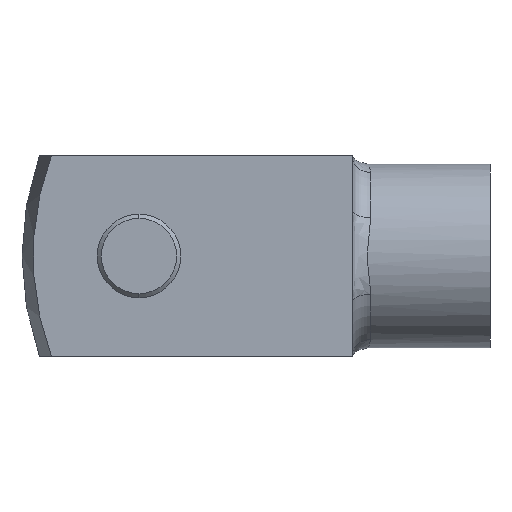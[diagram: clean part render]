
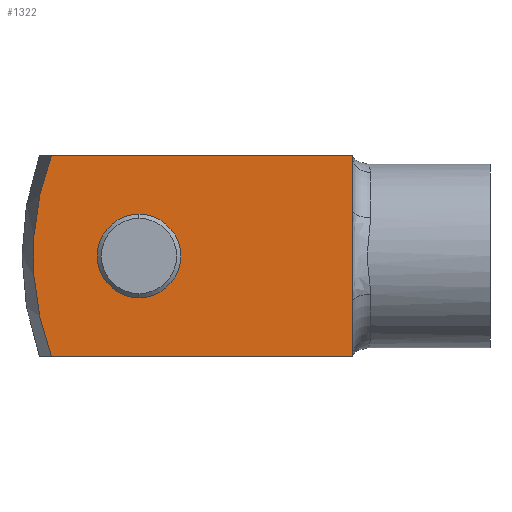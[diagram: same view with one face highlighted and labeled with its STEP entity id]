
A CAD part, left-side view. The second image highlights one B-rep face of the part: STEP entity #1322.
In plain terms, the highlighted planar face has unit normal (-1, 0, 0).
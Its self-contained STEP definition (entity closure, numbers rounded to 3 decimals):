
#40 = EDGE_LOOP ( 'NONE', ( #1607, #1646 ) ) ;
#61 = VECTOR ( 'NONE', #556, 1000. ) ;
#149 = LINE ( 'NONE', #729, #1828 ) ;
#207 = AXIS2_PLACEMENT_3D ( 'NONE', #1330, #1326, #1321 ) ;
#215 = CARTESIAN_POINT ( 'NONE',  ( -6., 7., 2.5 ) ) ;
#243 = AXIS2_PLACEMENT_3D ( 'NONE', #1668, #1669, #1660 ) ;
#263 = AXIS2_PLACEMENT_3D ( 'NONE', #598, #610, #612 ) ;
#284 = ORIENTED_EDGE ( 'NONE', *, *, #1517, .T. ) ;
#324 = LINE ( 'NONE', #961, #1411 ) ;
#358 = VERTEX_POINT ( 'NONE', #1205 ) ;
#364 = FACE_BOUND ( 'NONE', #40, .T. ) ;
#397 = VERTEX_POINT ( 'NONE', #1225 ) ;
#438 = AXIS2_PLACEMENT_3D ( 'NONE', #1260, #1264, #1267 ) ;
#470 = ORIENTED_EDGE ( 'NONE', *, *, #1407, .F. ) ;
#511 = CIRCLE ( 'NONE', #243, 17.017 ) ;
#534 = EDGE_CURVE ( 'NONE', #397, #1714, #324, .T. ) ;
#553 = CARTESIAN_POINT ( 'NONE',  ( -6., -5.75, 6. ) ) ;
#556 = DIRECTION ( 'NONE',  ( 0., 0., -1. ) ) ;
#589 = PLANE ( 'NONE',  #263 ) ;
#598 = CARTESIAN_POINT ( 'NONE',  ( -6., -14., 6. ) ) ;
#610 = DIRECTION ( 'NONE',  ( 1., 0., 0. ) ) ;
#612 = DIRECTION ( 'NONE',  ( 0., 0., -1. ) ) ;
#615 = EDGE_LOOP ( 'NONE', ( #1142, #284, #1773, #1633, #845, #470 ) ) ;
#704 = CARTESIAN_POINT ( 'NONE',  ( -6., -5.75, 6. ) ) ;
#710 = DIRECTION ( 'NONE',  ( 0., 0., -1. ) ) ;
#719 = CARTESIAN_POINT ( 'NONE',  ( -6., -5.75, 6. ) ) ;
#729 = CARTESIAN_POINT ( 'NONE',  ( -6., -14., 6. ) ) ;
#733 = CARTESIAN_POINT ( 'NONE',  ( -6., 7., -2.5 ) ) ;
#734 = VECTOR ( 'NONE', #1176, 1000. ) ;
#737 = DIRECTION ( 'NONE',  ( 0., -1., 0. ) ) ;
#760 = LINE ( 'NONE', #704, #989 ) ;
#817 = CARTESIAN_POINT ( 'NONE',  ( -6., 12.234, 6. ) ) ;
#845 = ORIENTED_EDGE ( 'NONE', *, *, #1289, .F. ) ;
#848 = EDGE_CURVE ( 'NONE', #1434, #954, #1811, .T. ) ;
#954 = VERTEX_POINT ( 'NONE', #215 ) ;
#961 = CARTESIAN_POINT ( 'NONE',  ( -6., -14., -6. ) ) ;
#978 = CIRCLE ( 'NONE', #438, 2.5 ) ;
#989 = VECTOR ( 'NONE', #710, 1000. ) ;
#1142 = ORIENTED_EDGE ( 'NONE', *, *, #1431, .F. ) ;
#1176 = DIRECTION ( 'NONE',  ( 0., 0., -1. ) ) ;
#1205 = CARTESIAN_POINT ( 'NONE',  ( -6., -5.75, -2.75 ) ) ;
#1225 = CARTESIAN_POINT ( 'NONE',  ( -6., 12.234, -6. ) ) ;
#1260 = CARTESIAN_POINT ( 'NONE',  ( -6., 7., 0. ) ) ;
#1264 = DIRECTION ( 'NONE',  ( 1., 0., 0. ) ) ;
#1267 = DIRECTION ( 'NONE',  ( 0., 0., -1. ) ) ;
#1279 = DIRECTION ( 'NONE',  ( 0., -1., 0. ) ) ;
#1289 = EDGE_CURVE ( 'NONE', #1558, #358, #1783, .T. ) ;
#1321 = DIRECTION ( 'NONE',  ( 0., 0., -1. ) ) ;
#1322 = ADVANCED_FACE ( 'NONE', ( #364, #1534 ), #589, .F. ) ;
#1326 = DIRECTION ( 'NONE',  ( 1., 0., 0. ) ) ;
#1330 = CARTESIAN_POINT ( 'NONE',  ( -6., 7., 0. ) ) ;
#1407 = EDGE_CURVE ( 'NONE', #1409, #1558, #760, .T. ) ;
#1409 = VERTEX_POINT ( 'NONE', #719 ) ;
#1411 = VECTOR ( 'NONE', #1279, 1000. ) ;
#1412 = CARTESIAN_POINT ( 'NONE',  ( -6., -5.75, 2.75 ) ) ;
#1431 = EDGE_CURVE ( 'NONE', #1665, #1409, #149, .T. ) ;
#1434 = VERTEX_POINT ( 'NONE', #733 ) ;
#1501 = EDGE_CURVE ( 'NONE', #954, #1434, #978, .T. ) ;
#1517 = EDGE_CURVE ( 'NONE', #1665, #397, #511, .T. ) ;
#1534 = FACE_OUTER_BOUND ( 'NONE', #615, .T. ) ;
#1558 = VERTEX_POINT ( 'NONE', #1412 ) ;
#1564 = CARTESIAN_POINT ( 'NONE',  ( -6., -5.75, 6. ) ) ;
#1607 = ORIENTED_EDGE ( 'NONE', *, *, #848, .T. ) ;
#1608 = EDGE_CURVE ( 'NONE', #358, #1714, #1644, .T. ) ;
#1633 = ORIENTED_EDGE ( 'NONE', *, *, #1608, .F. ) ;
#1644 = LINE ( 'NONE', #1564, #734 ) ;
#1646 = ORIENTED_EDGE ( 'NONE', *, *, #1501, .T. ) ;
#1660 = DIRECTION ( 'NONE',  ( 0., 0., -1. ) ) ;
#1665 = VERTEX_POINT ( 'NONE', #817 ) ;
#1668 = CARTESIAN_POINT ( 'NONE',  ( -6., -3.69, 0. ) ) ;
#1669 = DIRECTION ( 'NONE',  ( -1., 0., 0. ) ) ;
#1714 = VERTEX_POINT ( 'NONE', #1792 ) ;
#1773 = ORIENTED_EDGE ( 'NONE', *, *, #534, .T. ) ;
#1783 = LINE ( 'NONE', #553, #61 ) ;
#1792 = CARTESIAN_POINT ( 'NONE',  ( -6., -5.75, -6. ) ) ;
#1811 = CIRCLE ( 'NONE', #207, 2.5 ) ;
#1828 = VECTOR ( 'NONE', #737, 1000. ) ;
